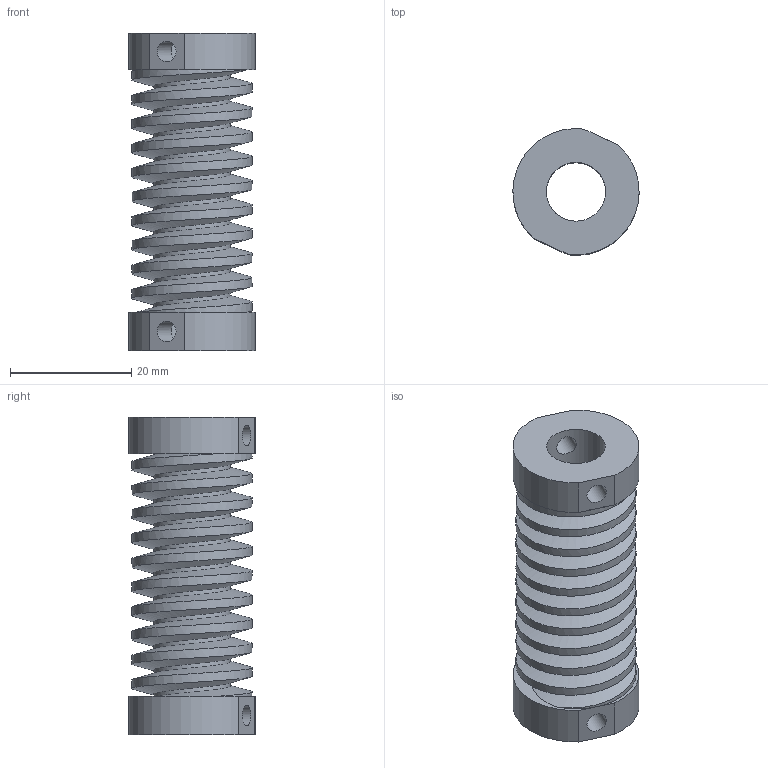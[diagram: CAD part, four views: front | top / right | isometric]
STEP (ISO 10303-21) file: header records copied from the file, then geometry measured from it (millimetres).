
FILE_DESCRIPTION(/* description */ ('STEP AP242','CAx-IF Rec.Pracs.---Representation and Presentation of Product Manufacturing Information (PMI)---4.0---2014-10-13','CAx-IF Rec.Pracs.---3D Tessellated Geometry---0.4---2014-09-14','2;1'),/* implementation_level */ '2;1');
FILE_NAME(/* name */ '628bcc7132d1c2475b5b5d7f',/* time_stamp */ '2022-05-23T18:03:29+00:00',/* author */ (''),/* organization */ (''),/* preprocessor_version */ 'ST-DEVELOPER v18.102',/* originating_system */ ' ',/* authorisation */ ' ');
FILE_SCHEMA (('AP242_MANAGED_MODEL_BASED_3D_ENGINEERING_MIM_LF { 1 0 10303 442 1 1 4 }'));
Length unit declared in the file: metre
Products named in the file (1): Screw
Bounding box: 20.83 x 20.81 x 52.34 mm (x, y, z)
Volume: 10264.2 mm3; surface area: 8495.5 mm2
Topology: 1 solids, 1 shells, 21 faces, 56 edges, 39 vertices
Faces by surface type: cylinder 11, plane 8, bspline 2
Full cylindrical faces by diameter (mm): 3.4 x4, 9.716 x1
Entity records: 5252 total; most frequent: CARTESIAN_POINT 4744, ORIENTED_EDGE 92, DIRECTION 92, EDGE_CURVE 46, EDGE_LOOP 38, FACE_BOUND 38, AXIS2_PLACEMENT_3D 38, VERTEX_POINT 34
